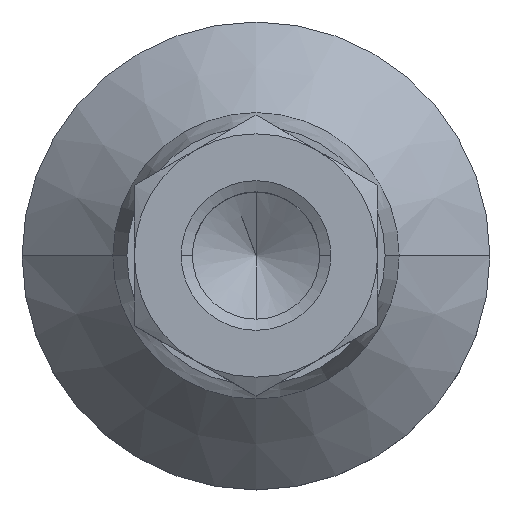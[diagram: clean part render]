
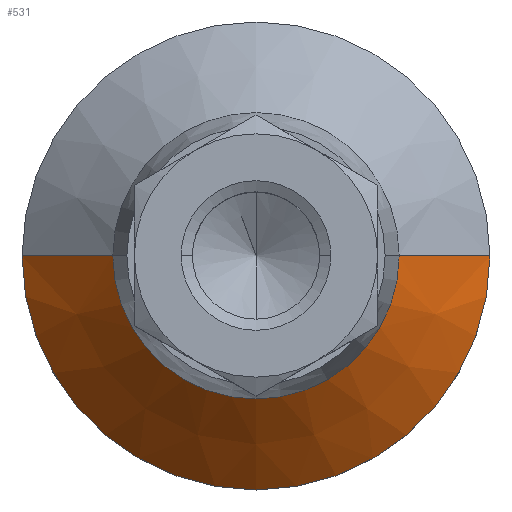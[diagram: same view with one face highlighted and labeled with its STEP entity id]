
A CAD part, top view. The second image highlights one B-rep face of the part: STEP entity #531.
In plain terms, the highlighted conical face has half-angle 45 degrees and reference radius 10.075 mm.
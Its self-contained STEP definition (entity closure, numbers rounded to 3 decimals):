
#335=VERTEX_POINT('',#765);
#339=VERTEX_POINT('',#770);
#341=EDGE_CURVE('',#339,#381,#772,.T.);
#343=EDGE_CURVE('',#371,#335,#774,.T.);
#371=VERTEX_POINT('',#804);
#381=VERTEX_POINT('',#815);
#493=EDGE_CURVE('',#371,#381,#939,.T.);
#531=ADVANCED_FACE('',(#982),#983,.T.);
#611=EDGE_CURVE('',#335,#339,#1076,.T.);
#765=CARTESIAN_POINT('',(7.65,0.,8.85));
#770=CARTESIAN_POINT('',(-7.65,0.,8.85));
#772=LINE('',#1272,#1273);
#774=LINE('',#1276,#1277);
#804=CARTESIAN_POINT('',(12.5,0.,4.));
#815=CARTESIAN_POINT('',(-12.5,0.,4.));
#939=CIRCLE('',#1589,12.5);
#982=FACE_OUTER_BOUND('',#1667,.T.);
#983=CONICAL_SURFACE('',#1668,10.075,0.785);
#1076=CIRCLE('',#1865,7.65);
#1272=CARTESIAN_POINT('',(-10.075,0.,6.425));
#1273=VECTOR('',#2034,1.0);
#1276=CARTESIAN_POINT('',(10.075,0.,6.425));
#1277=VECTOR('',#2035,1.0);
#1589=AXIS2_PLACEMENT_3D('',#2213,#2214,#2215);
#1667=EDGE_LOOP('',(#2271,#2272,#2273,#2274));
#1668=AXIS2_PLACEMENT_3D('',#2275,#2276,#2277);
#1865=AXIS2_PLACEMENT_3D('',#2393,#2394,#2395);
#2034=DIRECTION('',(-0.707,0.,-0.707));
#2035=DIRECTION('',(-0.707,0.,0.707));
#2213=CARTESIAN_POINT('',(0.0,0.,4.));
#2214=DIRECTION('',(-0.0,0.0,-1.0));
#2215=DIRECTION('',(-1.0,0.,0.0));
#2271=ORIENTED_EDGE('',*,*,#341,.T.);
#2272=ORIENTED_EDGE('',*,*,#493,.F.);
#2273=ORIENTED_EDGE('',*,*,#343,.T.);
#2274=ORIENTED_EDGE('',*,*,#611,.T.);
#2275=CARTESIAN_POINT('',(0.0,0.,6.425));
#2276=DIRECTION('',(-0.0,-0.0,-1.0));
#2277=DIRECTION('',(-1.0,0.,0.0));
#2393=CARTESIAN_POINT('',(0.0,0.,8.85));
#2394=DIRECTION('',(-0.0,0.0,-1.0));
#2395=DIRECTION('',(-1.0,0.,0.0));
